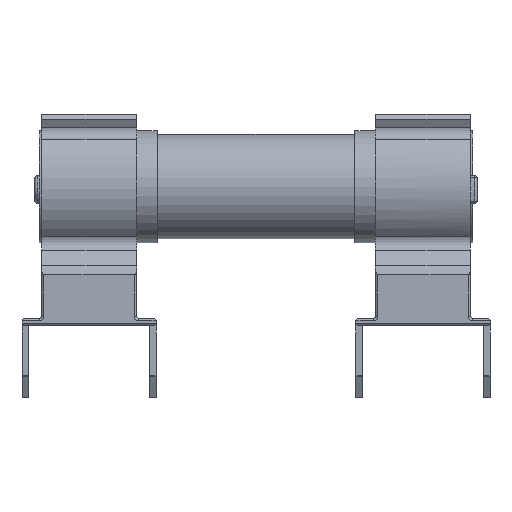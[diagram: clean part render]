
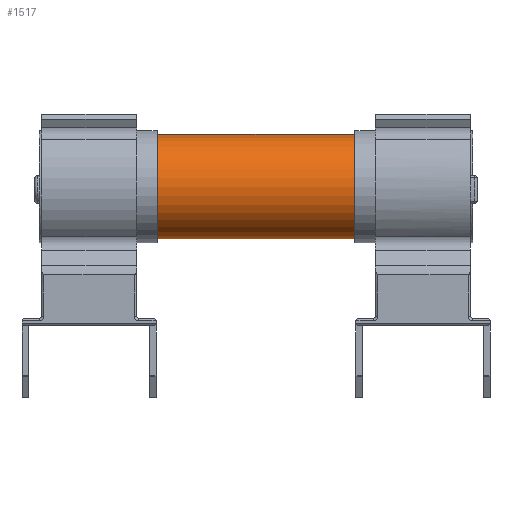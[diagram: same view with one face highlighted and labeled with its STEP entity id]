
A CAD part, front view. The second image highlights one B-rep face of the part: STEP entity #1517.
In plain terms, the highlighted cylindrical face has radius 2.375 mm (diameter 4.75 mm), a partial arc.
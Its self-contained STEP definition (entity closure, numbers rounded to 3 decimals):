
#1258 = ORIENTED_EDGE ( 'NONE', *, *, #1515, .T. ) ;
#1259 = ORIENTED_EDGE ( 'NONE', *, *, #1481, .F. ) ;
#1390 = ORIENTED_EDGE ( 'NONE', *, *, #1509, .F. ) ;
#1391 = ORIENTED_EDGE ( 'NONE', *, *, #1392, .T. ) ;
#1392 = EDGE_CURVE ( 'NONE', #1507, #1480, #5577, .T. ) ;
#1480 = VERTEX_POINT ( 'NONE', #6031 ) ;
#1481 = EDGE_CURVE ( 'NONE', #1510, #1513, #6025, .T. ) ;
#1507 = VERTEX_POINT ( 'NONE', #6148 ) ;
#1509 = EDGE_CURVE ( 'NONE', #1507, #1510, #6143, .T. ) ;
#1510 = VERTEX_POINT ( 'NONE', #6139 ) ;
#1513 = VERTEX_POINT ( 'NONE', #6133 ) ;
#1515 = EDGE_CURVE ( 'NONE', #1480, #1513, #6131, .T. ) ;
#1516 = EDGE_LOOP ( 'NONE', ( #1390, #1391, #1258, #1259 ) ) ;
#1517 = ADVANCED_FACE ( 'NONE', ( #6127 ), #6215, .T. ) ;
#5575 = CARTESIAN_POINT ( 'NONE',  ( -9.75, 0., 0. ) ) ;
#5576 = AXIS2_PLACEMENT_3D ( 'NONE', #5575, #5762, #5761 ) ;
#5577 = CIRCLE ( 'NONE', #5576, 2.375 ) ;
#5761 = DIRECTION ( 'NONE',  ( 0., 0., -1. ) ) ;
#5762 = DIRECTION ( 'NONE',  ( 1., 0., 0. ) ) ;
#6021 = DIRECTION ( 'NONE',  ( 0., 0., -1. ) ) ;
#6022 = DIRECTION ( 'NONE',  ( 1., 0., 0. ) ) ;
#6023 = CARTESIAN_POINT ( 'NONE',  ( 9.75, 0., 0. ) ) ;
#6024 = AXIS2_PLACEMENT_3D ( 'NONE', #6023, #6022, #6021 ) ;
#6025 = CIRCLE ( 'NONE', #6024, 2.375 ) ;
#6031 = CARTESIAN_POINT ( 'NONE',  ( -9.75, 0., -2.375 ) ) ;
#6127 = FACE_OUTER_BOUND ( 'NONE', #1516, .T. ) ;
#6128 = DIRECTION ( 'NONE',  ( 1., 0., 0. ) ) ;
#6129 = VECTOR ( 'NONE', #6128, 1000. ) ;
#6130 = CARTESIAN_POINT ( 'NONE',  ( -9.75, 0., -2.375 ) ) ;
#6131 = LINE ( 'NONE', #6130, #6129 ) ;
#6133 = CARTESIAN_POINT ( 'NONE',  ( 9.75, 0., -2.375 ) ) ;
#6139 = CARTESIAN_POINT ( 'NONE',  ( 9.75, 0., 2.375 ) ) ;
#6140 = DIRECTION ( 'NONE',  ( 1., 0., 0. ) ) ;
#6141 = VECTOR ( 'NONE', #6140, 1000. ) ;
#6142 = CARTESIAN_POINT ( 'NONE',  ( -9.75, 0., 2.375 ) ) ;
#6143 = LINE ( 'NONE', #6142, #6141 ) ;
#6148 = CARTESIAN_POINT ( 'NONE',  ( -9.75, 0., 2.375 ) ) ;
#6209 = DIRECTION ( 'NONE',  ( 0., 0., -1. ) ) ;
#6210 = DIRECTION ( 'NONE',  ( 1., 0., 0. ) ) ;
#6211 = CARTESIAN_POINT ( 'NONE',  ( -9.75, 0., 0. ) ) ;
#6212 = AXIS2_PLACEMENT_3D ( 'NONE', #6211, #6210, #6209 ) ;
#6215 = CYLINDRICAL_SURFACE ( 'NONE', #6212, 2.375 ) ;
